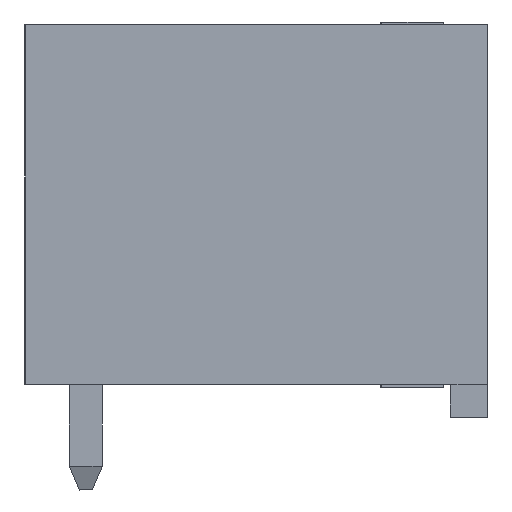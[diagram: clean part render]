
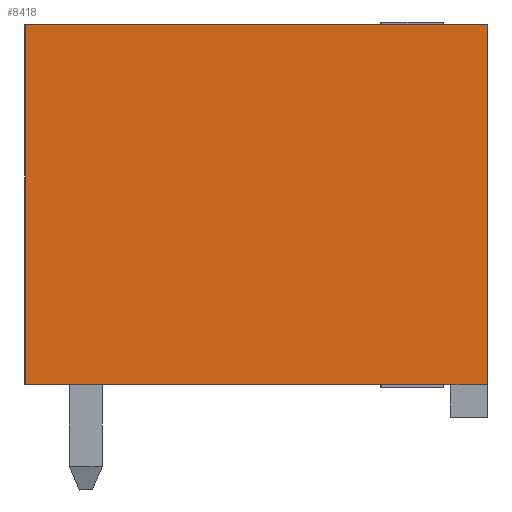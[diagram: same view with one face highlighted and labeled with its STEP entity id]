
A CAD part, left-side view. The second image highlights one B-rep face of the part: STEP entity #8418.
In plain terms, the highlighted planar face has unit normal (-1, 0, 0).
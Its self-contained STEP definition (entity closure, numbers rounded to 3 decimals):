
#8390=AXIS2_PLACEMENT_3D('Plane Axis2P3D',#8387,#8388,#8389) ;
#7788=CARTESIAN_POINT('Vertex',(0.,0.,14.1)) ;
#7791=CARTESIAN_POINT('Line Origine',(0.,0.,8.65)) ;
#7795=CARTESIAN_POINT('Vertex',(0.,0.,3.2)) ;
#8266=CARTESIAN_POINT('Vertex',(0.,14.,14.1)) ;
#8269=CARTESIAN_POINT('Line Origine',(0.,7.,14.1)) ;
#8387=CARTESIAN_POINT('Axis2P3D Location',(0.,0.,14.1)) ;
#8392=CARTESIAN_POINT('Line Origine',(0.,14.,8.65)) ;
#8396=CARTESIAN_POINT('Vertex',(0.,14.,3.2)) ;
#8399=CARTESIAN_POINT('Line Origine',(0.,7.55,3.2)) ;
#8403=CARTESIAN_POINT('Vertex',(0.,1.1,3.2)) ;
#8406=CARTESIAN_POINT('Line Origine',(0.,0.55,3.2)) ;
#7792=DIRECTION('Vector Direction',(0.,0.,-1.)) ;
#8270=DIRECTION('Vector Direction',(0.,1.,0.)) ;
#8388=DIRECTION('Axis2P3D Direction',(-1.,0.,0.)) ;
#8389=DIRECTION('Axis2P3D XDirection',(0.,1.,0.)) ;
#8393=DIRECTION('Vector Direction',(0.,0.,-1.)) ;
#8400=DIRECTION('Vector Direction',(0.,1.,0.)) ;
#8407=DIRECTION('Vector Direction',(0.,1.,0.)) ;
#7793=VECTOR('Line Direction',#7792,1.) ;
#8271=VECTOR('Line Direction',#8270,1.) ;
#8394=VECTOR('Line Direction',#8393,1.) ;
#8401=VECTOR('Line Direction',#8400,1.) ;
#8408=VECTOR('Line Direction',#8407,1.) ;
#8412=ORIENTED_EDGE('',*,*,#8398,.T.) ;
#8413=ORIENTED_EDGE('',*,*,#8405,.F.) ;
#8414=ORIENTED_EDGE('',*,*,#8410,.F.) ;
#8415=ORIENTED_EDGE('',*,*,#7797,.F.) ;
#8416=ORIENTED_EDGE('',*,*,#8273,.T.) ;
#8418=ADVANCED_FACE('Housing',(#8417),#8391,.T.) ;
#7797=EDGE_CURVE('',#7789,#7796,#7794,.T.) ;
#8273=EDGE_CURVE('',#7789,#8267,#8272,.T.) ;
#8398=EDGE_CURVE('',#8267,#8397,#8395,.T.) ;
#8405=EDGE_CURVE('',#8404,#8397,#8402,.T.) ;
#8410=EDGE_CURVE('',#7796,#8404,#8409,.T.) ;
#8411=EDGE_LOOP('',(#8412,#8413,#8414,#8415,#8416)) ;
#8417=FACE_OUTER_BOUND('',#8411,.T.) ;
#7794=LINE('Line',#7791,#7793) ;
#8272=LINE('Line',#8269,#8271) ;
#8395=LINE('Line',#8392,#8394) ;
#8402=LINE('Line',#8399,#8401) ;
#8409=LINE('Line',#8406,#8408) ;
#8391=PLANE('',#8390) ;
#7789=VERTEX_POINT('',#7788) ;
#7796=VERTEX_POINT('',#7795) ;
#8267=VERTEX_POINT('',#8266) ;
#8397=VERTEX_POINT('',#8396) ;
#8404=VERTEX_POINT('',#8403) ;
